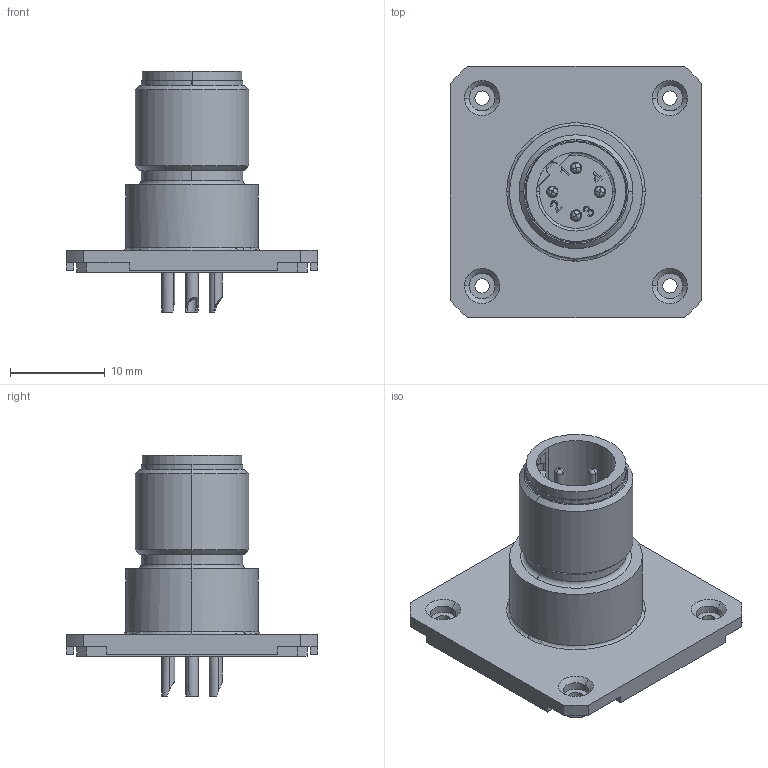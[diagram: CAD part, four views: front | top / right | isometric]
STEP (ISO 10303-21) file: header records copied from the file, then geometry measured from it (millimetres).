
FILE_DESCRIPTION(('CATIA V5 STEP Exchange','CAx-IF Rec.Pracs.--- Model Styling and Organization---1.4--- 2014-01-23'),'2;1');
FILE_NAME ('D1461959_1_2424400000_2424400000.stp','2021-01-02T11:17:25+00:00',('none'),('Weidmueller'),'CATIA Version 5-6 Release 2016 SP3 HF44','CATIA V5 STEP AP214','none');
FILE_SCHEMA(('AUTOMOTIVE_DESIGN { 1 0 10303 214 1 1 1 1 }'));
Length unit declared in the file: millimetre
Products named in the file (1): 2424400000
Bounding box: 26.5 x 26.5 x 25.5 mm (x, y, z)
Volume: 3049.4 mm3; surface area: 4452.9 mm2
Topology: 7 solids, 7 shells, 277 faces, 758 edges, 507 vertices
Faces by surface type: plane 94, cylinder 86, bspline 53, cone 36, torus 8
Entity records: 9763 total; most frequent: CARTESIAN_POINT 3562, ORIENTED_EDGE 1500, DIRECTION 861, EDGE_CURVE 750, VERTEX_POINT 507, AXIS2_PLACEMENT_3D 354, EDGE_LOOP 315, VECTOR 298
